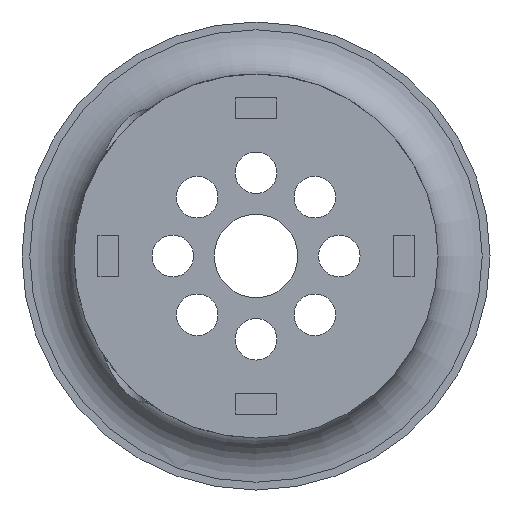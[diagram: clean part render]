
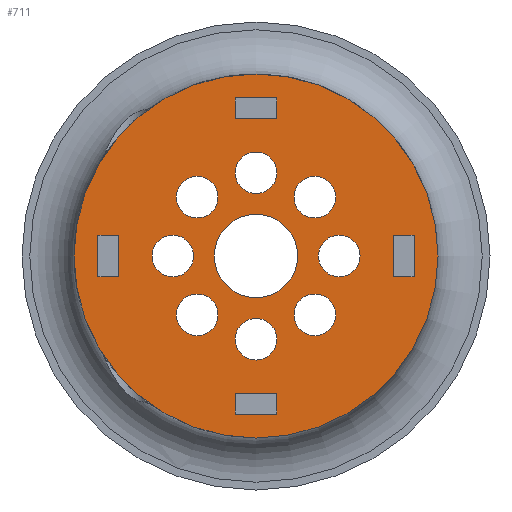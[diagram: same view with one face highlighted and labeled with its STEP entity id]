
A CAD part, front view. The second image highlights one B-rep face of the part: STEP entity #711.
In plain terms, the highlighted planar face has unit normal (0, -1, 0).
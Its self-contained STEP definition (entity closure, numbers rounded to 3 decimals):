
#29=FACE_BOUND('',#182,.T.);
#30=FACE_BOUND('',#183,.T.);
#31=FACE_BOUND('',#184,.T.);
#32=FACE_BOUND('',#185,.T.);
#33=FACE_BOUND('',#186,.T.);
#34=FACE_BOUND('',#187,.T.);
#35=FACE_BOUND('',#188,.T.);
#36=FACE_BOUND('',#189,.T.);
#37=FACE_BOUND('',#190,.T.);
#38=FACE_BOUND('',#191,.T.);
#39=FACE_BOUND('',#192,.T.);
#40=FACE_BOUND('',#193,.T.);
#41=FACE_BOUND('',#194,.T.);
#64=PLANE('',#801);
#70=CIRCLE('',#740,17.5);
#74=CIRCLE('',#766,2.);
#76=CIRCLE('',#769,2.);
#78=CIRCLE('',#772,2.);
#80=CIRCLE('',#775,2.);
#82=CIRCLE('',#778,4.);
#84=CIRCLE('',#781,2.);
#86=CIRCLE('',#784,2.);
#88=CIRCLE('',#787,2.);
#90=CIRCLE('',#790,2.);
#134=FACE_OUTER_BOUND('',#181,.T.);
#181=EDGE_LOOP('',(#637));
#182=EDGE_LOOP('',(#638,#639,#640,#641));
#183=EDGE_LOOP('',(#642,#643,#644,#645));
#184=EDGE_LOOP('',(#646,#647,#648,#649));
#185=EDGE_LOOP('',(#650,#651,#652,#653));
#186=EDGE_LOOP('',(#654));
#187=EDGE_LOOP('',(#655));
#188=EDGE_LOOP('',(#656));
#189=EDGE_LOOP('',(#657));
#190=EDGE_LOOP('',(#658));
#191=EDGE_LOOP('',(#659));
#192=EDGE_LOOP('',(#660));
#193=EDGE_LOOP('',(#661));
#194=EDGE_LOOP('',(#662));
#197=LINE('',#1117,#257);
#201=LINE('',#1125,#261);
#204=LINE('',#1131,#264);
#207=LINE('',#1136,#267);
#209=LINE('',#1142,#269);
#213=LINE('',#1150,#273);
#216=LINE('',#1156,#276);
#219=LINE('',#1161,#279);
#221=LINE('',#1167,#281);
#225=LINE('',#1175,#285);
#228=LINE('',#1181,#288);
#231=LINE('',#1186,#291);
#233=LINE('',#1192,#293);
#237=LINE('',#1200,#297);
#240=LINE('',#1206,#300);
#243=LINE('',#1211,#303);
#257=VECTOR('',#829,10.);
#261=VECTOR('',#835,10.);
#264=VECTOR('',#840,10.);
#267=VECTOR('',#845,10.);
#269=VECTOR('',#851,10.);
#273=VECTOR('',#857,10.);
#276=VECTOR('',#862,10.);
#279=VECTOR('',#867,10.);
#281=VECTOR('',#873,10.);
#285=VECTOR('',#879,10.);
#288=VECTOR('',#884,10.);
#291=VECTOR('',#889,10.);
#293=VECTOR('',#895,10.);
#297=VECTOR('',#901,10.);
#300=VECTOR('',#906,10.);
#303=VECTOR('',#911,10.);
#325=VERTEX_POINT('',#1106);
#327=VERTEX_POINT('',#1115);
#328=VERTEX_POINT('',#1116);
#331=VERTEX_POINT('',#1124);
#333=VERTEX_POINT('',#1130);
#335=VERTEX_POINT('',#1140);
#336=VERTEX_POINT('',#1141);
#339=VERTEX_POINT('',#1149);
#341=VERTEX_POINT('',#1155);
#343=VERTEX_POINT('',#1165);
#344=VERTEX_POINT('',#1166);
#347=VERTEX_POINT('',#1174);
#349=VERTEX_POINT('',#1180);
#351=VERTEX_POINT('',#1190);
#352=VERTEX_POINT('',#1191);
#355=VERTEX_POINT('',#1199);
#357=VERTEX_POINT('',#1205);
#359=VERTEX_POINT('',#1215);
#361=VERTEX_POINT('',#1221);
#363=VERTEX_POINT('',#1227);
#365=VERTEX_POINT('',#1233);
#367=VERTEX_POINT('',#1239);
#369=VERTEX_POINT('',#1245);
#371=VERTEX_POINT('',#1251);
#373=VERTEX_POINT('',#1257);
#375=VERTEX_POINT('',#1263);
#390=EDGE_CURVE('',#325,#325,#70,.T.);
#394=EDGE_CURVE('',#327,#328,#197,.T.);
#398=EDGE_CURVE('',#328,#331,#201,.T.);
#401=EDGE_CURVE('',#331,#333,#204,.T.);
#404=EDGE_CURVE('',#333,#327,#207,.T.);
#406=EDGE_CURVE('',#335,#336,#209,.T.);
#410=EDGE_CURVE('',#336,#339,#213,.T.);
#413=EDGE_CURVE('',#339,#341,#216,.T.);
#416=EDGE_CURVE('',#341,#335,#219,.T.);
#418=EDGE_CURVE('',#343,#344,#221,.T.);
#422=EDGE_CURVE('',#344,#347,#225,.T.);
#425=EDGE_CURVE('',#347,#349,#228,.T.);
#428=EDGE_CURVE('',#349,#343,#231,.T.);
#430=EDGE_CURVE('',#351,#352,#233,.T.);
#434=EDGE_CURVE('',#352,#355,#237,.T.);
#437=EDGE_CURVE('',#355,#357,#240,.T.);
#440=EDGE_CURVE('',#357,#351,#243,.T.);
#442=EDGE_CURVE('',#359,#359,#74,.T.);
#445=EDGE_CURVE('',#361,#361,#76,.T.);
#448=EDGE_CURVE('',#363,#363,#78,.T.);
#451=EDGE_CURVE('',#365,#365,#80,.T.);
#454=EDGE_CURVE('',#367,#367,#82,.T.);
#457=EDGE_CURVE('',#369,#369,#84,.T.);
#460=EDGE_CURVE('',#371,#371,#86,.T.);
#463=EDGE_CURVE('',#373,#373,#88,.T.);
#466=EDGE_CURVE('',#375,#375,#90,.T.);
#637=ORIENTED_EDGE('',*,*,#390,.F.);
#638=ORIENTED_EDGE('',*,*,#394,.T.);
#639=ORIENTED_EDGE('',*,*,#398,.T.);
#640=ORIENTED_EDGE('',*,*,#401,.T.);
#641=ORIENTED_EDGE('',*,*,#404,.T.);
#642=ORIENTED_EDGE('',*,*,#406,.T.);
#643=ORIENTED_EDGE('',*,*,#410,.T.);
#644=ORIENTED_EDGE('',*,*,#413,.T.);
#645=ORIENTED_EDGE('',*,*,#416,.T.);
#646=ORIENTED_EDGE('',*,*,#418,.T.);
#647=ORIENTED_EDGE('',*,*,#422,.T.);
#648=ORIENTED_EDGE('',*,*,#425,.T.);
#649=ORIENTED_EDGE('',*,*,#428,.T.);
#650=ORIENTED_EDGE('',*,*,#430,.T.);
#651=ORIENTED_EDGE('',*,*,#434,.T.);
#652=ORIENTED_EDGE('',*,*,#437,.T.);
#653=ORIENTED_EDGE('',*,*,#440,.T.);
#654=ORIENTED_EDGE('',*,*,#442,.T.);
#655=ORIENTED_EDGE('',*,*,#445,.T.);
#656=ORIENTED_EDGE('',*,*,#448,.T.);
#657=ORIENTED_EDGE('',*,*,#451,.T.);
#658=ORIENTED_EDGE('',*,*,#454,.T.);
#659=ORIENTED_EDGE('',*,*,#457,.T.);
#660=ORIENTED_EDGE('',*,*,#460,.T.);
#661=ORIENTED_EDGE('',*,*,#463,.T.);
#662=ORIENTED_EDGE('',*,*,#466,.T.);
#711=ADVANCED_FACE('',(#134,#29,#30,#31,#32,#33,#34,#35,#36,#37,#38,#39,
#40,#41),#64,.F.);
#740=AXIS2_PLACEMENT_3D('',#1108,#817,#818);
#766=AXIS2_PLACEMENT_3D('',#1216,#917,#918);
#769=AXIS2_PLACEMENT_3D('',#1222,#924,#925);
#772=AXIS2_PLACEMENT_3D('',#1228,#931,#932);
#775=AXIS2_PLACEMENT_3D('',#1234,#938,#939);
#778=AXIS2_PLACEMENT_3D('',#1240,#945,#946);
#781=AXIS2_PLACEMENT_3D('',#1246,#952,#953);
#784=AXIS2_PLACEMENT_3D('',#1252,#959,#960);
#787=AXIS2_PLACEMENT_3D('',#1258,#966,#967);
#790=AXIS2_PLACEMENT_3D('',#1264,#973,#974);
#801=AXIS2_PLACEMENT_3D('',#1282,#997,#998);
#817=DIRECTION('center_axis',(0.,1.,0.));
#818=DIRECTION('ref_axis',(-1.,0.,0.));
#829=DIRECTION('',(0.,0.,1.));
#835=DIRECTION('',(1.,0.,0.));
#840=DIRECTION('',(0.,0.,-1.));
#845=DIRECTION('',(-1.,0.,0.));
#851=DIRECTION('',(0.,0.,-1.));
#857=DIRECTION('',(-1.,0.,0.));
#862=DIRECTION('',(0.,0.,1.));
#867=DIRECTION('',(1.,0.,0.));
#873=DIRECTION('',(1.,0.,0.));
#879=DIRECTION('',(0.,0.,-1.));
#884=DIRECTION('',(-1.,0.,0.));
#889=DIRECTION('',(0.,0.,1.));
#895=DIRECTION('',(0.,0.,-1.));
#901=DIRECTION('',(-1.,0.,0.));
#906=DIRECTION('',(0.,0.,1.));
#911=DIRECTION('',(1.,0.,0.));
#917=DIRECTION('center_axis',(0.,1.,0.));
#918=DIRECTION('ref_axis',(1.,0.,0.));
#924=DIRECTION('center_axis',(0.,1.,0.));
#925=DIRECTION('ref_axis',(1.,0.,0.));
#931=DIRECTION('center_axis',(0.,1.,0.));
#932=DIRECTION('ref_axis',(1.,0.,0.));
#938=DIRECTION('center_axis',(0.,1.,0.));
#939=DIRECTION('ref_axis',(1.,0.,0.));
#945=DIRECTION('center_axis',(0.,1.,0.));
#946=DIRECTION('ref_axis',(1.,0.,0.));
#952=DIRECTION('center_axis',(0.,1.,0.));
#953=DIRECTION('ref_axis',(1.,0.,0.));
#959=DIRECTION('center_axis',(0.,1.,0.));
#960=DIRECTION('ref_axis',(1.,0.,0.));
#966=DIRECTION('center_axis',(0.,1.,0.));
#967=DIRECTION('ref_axis',(1.,0.,0.));
#973=DIRECTION('center_axis',(0.,1.,0.));
#974=DIRECTION('ref_axis',(1.,0.,0.));
#997=DIRECTION('center_axis',(0.,1.,0.));
#998=DIRECTION('ref_axis',(0.,0.,1.));
#1106=CARTESIAN_POINT('',(17.5,0.,0.));
#1108=CARTESIAN_POINT('Origin',(0.,0.,0.));
#1115=CARTESIAN_POINT('',(-2.,0.,13.2));
#1116=CARTESIAN_POINT('',(-2.,0.,15.2));
#1117=CARTESIAN_POINT('',(-2.,0.,7.6));
#1124=CARTESIAN_POINT('',(2.,0.,15.2));
#1125=CARTESIAN_POINT('',(1.,0.,15.2));
#1130=CARTESIAN_POINT('',(2.,0.,13.2));
#1131=CARTESIAN_POINT('',(2.,0.,6.6));
#1136=CARTESIAN_POINT('',(-1.,0.,13.2));
#1140=CARTESIAN_POINT('',(-13.2,0.,2.));
#1141=CARTESIAN_POINT('',(-13.2,0.,-2.));
#1142=CARTESIAN_POINT('',(-13.2,0.,-1.));
#1149=CARTESIAN_POINT('',(-15.2,0.,-2.));
#1150=CARTESIAN_POINT('',(-7.6,0.,-2.));
#1155=CARTESIAN_POINT('',(-15.2,0.,2.));
#1156=CARTESIAN_POINT('',(-15.2,0.,1.));
#1161=CARTESIAN_POINT('',(-6.6,0.,2.));
#1165=CARTESIAN_POINT('',(13.2,0.,2.));
#1166=CARTESIAN_POINT('',(15.2,0.,2.));
#1167=CARTESIAN_POINT('',(7.6,0.,2.));
#1174=CARTESIAN_POINT('',(15.2,0.,-2.));
#1175=CARTESIAN_POINT('',(15.2,0.,-1.));
#1180=CARTESIAN_POINT('',(13.2,0.,-2.));
#1181=CARTESIAN_POINT('',(6.6,0.,-2.));
#1186=CARTESIAN_POINT('',(13.2,0.,1.));
#1190=CARTESIAN_POINT('',(2.,0.,-13.2));
#1191=CARTESIAN_POINT('',(2.,0.,-15.2));
#1192=CARTESIAN_POINT('',(2.,0.,-7.6));
#1199=CARTESIAN_POINT('',(-2.,0.,-15.2));
#1200=CARTESIAN_POINT('',(-1.,0.,-15.2));
#1205=CARTESIAN_POINT('',(-2.,0.,-13.2));
#1206=CARTESIAN_POINT('',(-2.,0.,-6.6));
#1211=CARTESIAN_POINT('',(1.,0.,-13.2));
#1215=CARTESIAN_POINT('',(-10.,0.,0.));
#1216=CARTESIAN_POINT('Origin',(-8.,0.,0.));
#1221=CARTESIAN_POINT('',(3.657,0.,-5.657));
#1222=CARTESIAN_POINT('Origin',(5.657,0.,-5.657));
#1227=CARTESIAN_POINT('',(6.,0.,0.));
#1228=CARTESIAN_POINT('Origin',(8.,0.,0.));
#1233=CARTESIAN_POINT('',(-7.657,0.,5.657));
#1234=CARTESIAN_POINT('Origin',(-5.657,0.,5.657));
#1239=CARTESIAN_POINT('',(-4.,0.,0.));
#1240=CARTESIAN_POINT('Origin',(0.,0.,0.));
#1245=CARTESIAN_POINT('',(-2.,0.,-8.));
#1246=CARTESIAN_POINT('Origin',(0.,0.,-8.));
#1251=CARTESIAN_POINT('',(3.657,0.,5.657));
#1252=CARTESIAN_POINT('Origin',(5.657,0.,5.657));
#1257=CARTESIAN_POINT('',(-7.657,0.,-5.657));
#1258=CARTESIAN_POINT('Origin',(-5.657,0.,-5.657));
#1263=CARTESIAN_POINT('',(-2.,0.,8.));
#1264=CARTESIAN_POINT('Origin',(0.,0.,8.));
#1282=CARTESIAN_POINT('Origin',(0.,0.,0.));
